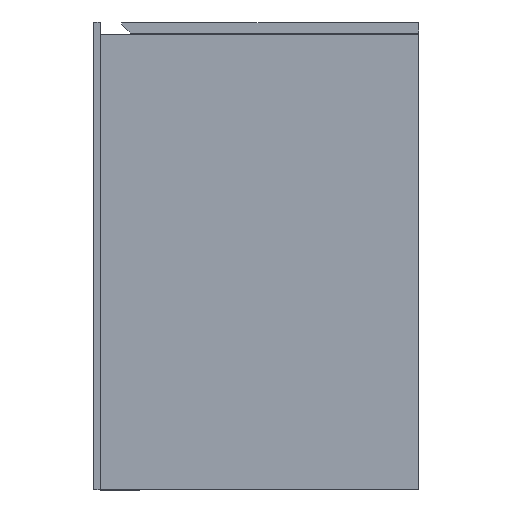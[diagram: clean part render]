
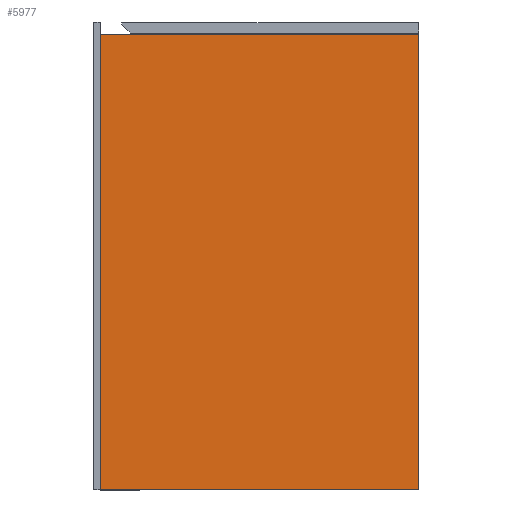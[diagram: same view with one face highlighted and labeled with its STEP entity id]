
A CAD part, left-side view. The second image highlights one B-rep face of the part: STEP entity #5977.
In plain terms, the highlighted planar face has unit normal (-1, 0, 0).
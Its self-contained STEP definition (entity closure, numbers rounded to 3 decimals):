
#224 = CARTESIAN_POINT ( 'NONE',  ( 2., 0., -550. ) ) ;
#230 = VECTOR ( 'NONE', #3393, 1000. ) ;
#284 = ORIENTED_EDGE ( 'NONE', *, *, #2409, .F. ) ;
#822 = CARTESIAN_POINT ( 'NONE',  ( 2., 374., -550. ) ) ;
#2171 = CARTESIAN_POINT ( 'NONE',  ( 2., 0., -550. ) ) ;
#2233 = PLANE ( 'NONE',  #3142 ) ;
#2409 = EDGE_CURVE ( 'NONE', #12757, #11661, #7886, .T. ) ;
#2448 = VERTEX_POINT ( 'NONE', #224 ) ;
#3142 = AXIS2_PLACEMENT_3D ( 'NONE', #4406, #7402, #5260 ) ;
#3393 = DIRECTION ( 'NONE',  ( 0., -1., 0. ) ) ;
#4406 = CARTESIAN_POINT ( 'NONE',  ( 2., 909.337, -550. ) ) ;
#4475 = DIRECTION ( 'NONE',  ( 0., 0., 1. ) ) ;
#4664 = VERTEX_POINT ( 'NONE', #5935 ) ;
#4895 = EDGE_LOOP ( 'NONE', ( #284, #11091, #8753, #5068 ) ) ;
#4994 = VECTOR ( 'NONE', #5481, 1000. ) ;
#5068 = ORIENTED_EDGE ( 'NONE', *, *, #9965, .F. ) ;
#5260 = DIRECTION ( 'NONE',  ( 0., 0., -1. ) ) ;
#5347 = CARTESIAN_POINT ( 'NONE',  ( 2., 374., -15. ) ) ;
#5481 = DIRECTION ( 'NONE',  ( 0., -1., 0. ) ) ;
#5935 = CARTESIAN_POINT ( 'NONE',  ( 2., 0., -15. ) ) ;
#5977 = ADVANCED_FACE ( 'NONE', ( #9810 ), #2233, .F. ) ;
#6133 = VECTOR ( 'NONE', #6486, 1000. ) ;
#6486 = DIRECTION ( 'NONE',  ( 0., 0., 1. ) ) ;
#7402 = DIRECTION ( 'NONE',  ( 1., 0., 0. ) ) ;
#7886 = LINE ( 'NONE', #9874, #11692 ) ;
#8464 = LINE ( 'NONE', #2171, #6133 ) ;
#8753 = ORIENTED_EDGE ( 'NONE', *, *, #10139, .T. ) ;
#8783 = LINE ( 'NONE', #13080, #230 ) ;
#9810 = FACE_OUTER_BOUND ( 'NONE', #4895, .T. ) ;
#9874 = CARTESIAN_POINT ( 'NONE',  ( 2., 374., -550. ) ) ;
#9885 = CARTESIAN_POINT ( 'NONE',  ( 2., 909.337, -550. ) ) ;
#9965 = EDGE_CURVE ( 'NONE', #11661, #4664, #8783, .T. ) ;
#10139 = EDGE_CURVE ( 'NONE', #2448, #4664, #8464, .T. ) ;
#10271 = EDGE_CURVE ( 'NONE', #12757, #2448, #13330, .T. ) ;
#11091 = ORIENTED_EDGE ( 'NONE', *, *, #10271, .T. ) ;
#11661 = VERTEX_POINT ( 'NONE', #5347 ) ;
#11692 = VECTOR ( 'NONE', #4475, 1000. ) ;
#12757 = VERTEX_POINT ( 'NONE', #822 ) ;
#13080 = CARTESIAN_POINT ( 'NONE',  ( 2., 909.337, -15. ) ) ;
#13330 = LINE ( 'NONE', #9885, #4994 ) ;
